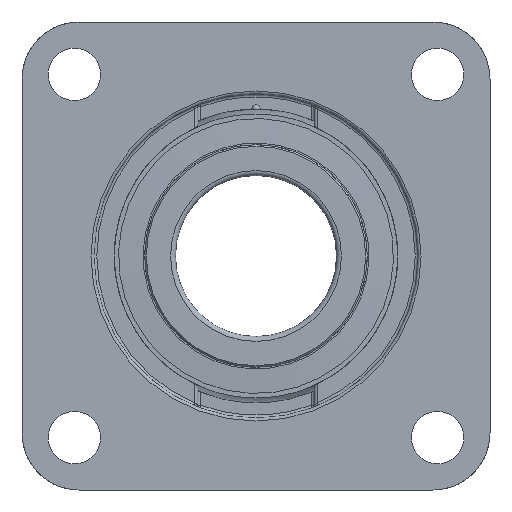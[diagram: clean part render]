
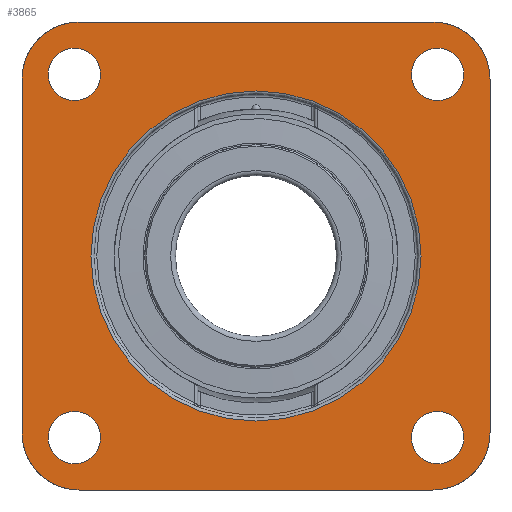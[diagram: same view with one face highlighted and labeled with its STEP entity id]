
A CAD part, left-side view. The second image highlights one B-rep face of the part: STEP entity #3865.
In plain terms, the highlighted face is planar.
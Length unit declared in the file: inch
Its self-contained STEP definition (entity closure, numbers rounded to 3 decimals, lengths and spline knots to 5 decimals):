
#3517=CARTESIAN_POINT('',(2.12746,-2.81496,0.));
#3518=VERTEX_POINT('',#3517);
#3525=CARTESIAN_POINT('',(2.81496,-2.12746,0.));
#3526=VERTEX_POINT('',#3525);
#3527=CARTESIAN_POINT('',(2.12746,-2.12746,0.));
#3528=DIRECTION('',(-0.,0.,1.));
#3529=DIRECTION('',(1.,0.,0.));
#3530=AXIS2_PLACEMENT_3D('',#3527,#3528,#3529);
#3531=CIRCLE('',#3530,0.6875);
#3532=EDGE_CURVE('',#3518,#3526,#3531,.T.);
#3549=CARTESIAN_POINT('',(0.,1.985,-0.));
#3550=VERTEX_POINT('',#3549);
#3577=CARTESIAN_POINT('',(0.,0.,-0.));
#3578=DIRECTION('',(0.,-0.,-1.));
#3579=DIRECTION('',(-0.,-1.,0.));
#3580=AXIS2_PLACEMENT_3D('',#3577,#3578,#3579);
#3581=CIRCLE('',#3580,1.985);
#3582=EDGE_CURVE('',#3550,#3550,#3581,.T.);
#3753=CARTESIAN_POINT('',(-0.,0.,-0.));
#3754=DIRECTION('',(-0.,0.,1.));
#3755=DIRECTION('',(1.,0.,0.));
#3756=AXIS2_PLACEMENT_3D('',#3753,#3754,#3755);
#3757=PLANE('',#3756);
#3758=CARTESIAN_POINT('',(2.81496,2.12746,-0.));
#3759=VERTEX_POINT('',#3758);
#3760=CARTESIAN_POINT('',(2.81496,2.12746,-0.));
#3761=DIRECTION('',(0.,-1.,0.));
#3762=VECTOR('',#3761,1.67517);
#3763=LINE('',#3760,#3762);
#3764=EDGE_CURVE('',#3759,#3526,#3763,.T.);
#3765=ORIENTED_EDGE('',*,*,#3764,.T.);
#3766=ORIENTED_EDGE('',*,*,#3532,.F.);
#3767=CARTESIAN_POINT('',(-2.12746,-2.81496,0.));
#3768=VERTEX_POINT('',#3767);
#3769=CARTESIAN_POINT('',(2.12746,-2.81496,0.));
#3770=DIRECTION('',(-1.,-0.,-0.));
#3771=VECTOR('',#3770,1.67517);
#3772=LINE('',#3769,#3771);
#3773=EDGE_CURVE('',#3518,#3768,#3772,.T.);
#3774=ORIENTED_EDGE('',*,*,#3773,.T.);
#3775=CARTESIAN_POINT('',(-2.81496,-2.12746,0.));
#3776=VERTEX_POINT('',#3775);
#3777=CARTESIAN_POINT('',(-2.12746,-2.12746,0.));
#3778=DIRECTION('',(-0.,0.,1.));
#3779=DIRECTION('',(1.,0.,0.));
#3780=AXIS2_PLACEMENT_3D('',#3777,#3778,#3779);
#3781=CIRCLE('',#3780,0.6875);
#3782=EDGE_CURVE('',#3776,#3768,#3781,.T.);
#3783=ORIENTED_EDGE('',*,*,#3782,.F.);
#3784=CARTESIAN_POINT('',(-2.81496,2.12746,-0.));
#3785=VERTEX_POINT('',#3784);
#3786=CARTESIAN_POINT('',(-2.81496,-2.12746,0.));
#3787=DIRECTION('',(-0.,1.,-0.));
#3788=VECTOR('',#3787,1.67517);
#3789=LINE('',#3786,#3788);
#3790=EDGE_CURVE('',#3776,#3785,#3789,.T.);
#3791=ORIENTED_EDGE('',*,*,#3790,.T.);
#3792=CARTESIAN_POINT('',(-2.12746,2.81496,-0.));
#3793=VERTEX_POINT('',#3792);
#3794=CARTESIAN_POINT('',(-2.12746,2.12746,-0.));
#3795=DIRECTION('',(-0.,0.,1.));
#3796=DIRECTION('',(1.,0.,0.));
#3797=AXIS2_PLACEMENT_3D('',#3794,#3795,#3796);
#3798=CIRCLE('',#3797,0.6875);
#3799=EDGE_CURVE('',#3793,#3785,#3798,.T.);
#3800=ORIENTED_EDGE('',*,*,#3799,.F.);
#3801=CARTESIAN_POINT('',(2.12746,2.81496,-0.));
#3802=VERTEX_POINT('',#3801);
#3803=CARTESIAN_POINT('',(-2.12746,2.81496,-0.));
#3804=DIRECTION('',(1.,0.,0.));
#3805=VECTOR('',#3804,1.67517);
#3806=LINE('',#3803,#3805);
#3807=EDGE_CURVE('',#3793,#3802,#3806,.T.);
#3808=ORIENTED_EDGE('',*,*,#3807,.T.);
#3809=CARTESIAN_POINT('',(2.12746,2.12746,-0.));
#3810=DIRECTION('',(-0.,0.,1.));
#3811=DIRECTION('',(1.,0.,0.));
#3812=AXIS2_PLACEMENT_3D('',#3809,#3810,#3811);
#3813=CIRCLE('',#3812,0.6875);
#3814=EDGE_CURVE('',#3759,#3802,#3813,.T.);
#3815=ORIENTED_EDGE('',*,*,#3814,.F.);
#3816=EDGE_LOOP('',(#3765,#3766,#3774,#3783,#3791,#3800,#3808,#3815));
#3817=FACE_BOUND('',#3816,.T.);
#3818=CARTESIAN_POINT('',(-2.5,2.18504,-0.));
#3819=VERTEX_POINT('',#3818);
#3820=CARTESIAN_POINT('',(-2.18504,2.18504,-0.));
#3821=DIRECTION('',(-0.,0.,1.));
#3822=DIRECTION('',(1.,0.,0.));
#3823=AXIS2_PLACEMENT_3D('',#3820,#3821,#3822);
#3824=CIRCLE('',#3823,0.31496);
#3825=EDGE_CURVE('',#3819,#3819,#3824,.T.);
#3826=ORIENTED_EDGE('',*,*,#3825,.T.);
#3827=EDGE_LOOP('',(#3826));
#3828=FACE_BOUND('',#3827,.T.);
#3829=CARTESIAN_POINT('',(-2.18504,-2.5,0.));
#3830=VERTEX_POINT('',#3829);
#3831=CARTESIAN_POINT('',(-2.18504,-2.18504,0.));
#3832=DIRECTION('',(-0.,0.,1.));
#3833=DIRECTION('',(-0.,1.,-0.));
#3834=AXIS2_PLACEMENT_3D('',#3831,#3832,#3833);
#3835=CIRCLE('',#3834,0.31496);
#3836=EDGE_CURVE('',#3830,#3830,#3835,.T.);
#3837=ORIENTED_EDGE('',*,*,#3836,.T.);
#3838=EDGE_LOOP('',(#3837));
#3839=FACE_BOUND('',#3838,.T.);
#3840=CARTESIAN_POINT('',(2.5,-2.18504,0.));
#3841=VERTEX_POINT('',#3840);
#3842=CARTESIAN_POINT('',(2.18504,-2.18504,0.));
#3843=DIRECTION('',(0.,0.,1.));
#3844=DIRECTION('',(-1.,-0.,0.));
#3845=AXIS2_PLACEMENT_3D('',#3842,#3843,#3844);
#3846=CIRCLE('',#3845,0.31496);
#3847=EDGE_CURVE('',#3841,#3841,#3846,.T.);
#3848=ORIENTED_EDGE('',*,*,#3847,.T.);
#3849=EDGE_LOOP('',(#3848));
#3850=FACE_BOUND('',#3849,.T.);
#3851=CARTESIAN_POINT('',(2.18504,2.5,-0.));
#3852=VERTEX_POINT('',#3851);
#3853=CARTESIAN_POINT('',(2.18504,2.18504,-0.));
#3854=DIRECTION('',(0.,0.,1.));
#3855=DIRECTION('',(0.,-1.,0.));
#3856=AXIS2_PLACEMENT_3D('',#3853,#3854,#3855);
#3857=CIRCLE('',#3856,0.31496);
#3858=EDGE_CURVE('',#3852,#3852,#3857,.T.);
#3859=ORIENTED_EDGE('',*,*,#3858,.T.);
#3860=EDGE_LOOP('',(#3859));
#3861=FACE_BOUND('',#3860,.T.);
#3862=ORIENTED_EDGE('',*,*,#3582,.F.);
#3863=EDGE_LOOP('',(#3862));
#3864=FACE_BOUND('',#3863,.T.);
#3865=ADVANCED_FACE('',(#3817,#3828,#3839,#3850,#3861,#3864),#3757,.F.);
